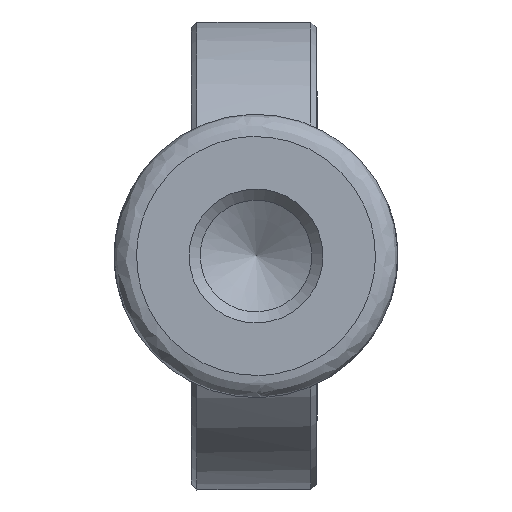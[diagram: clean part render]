
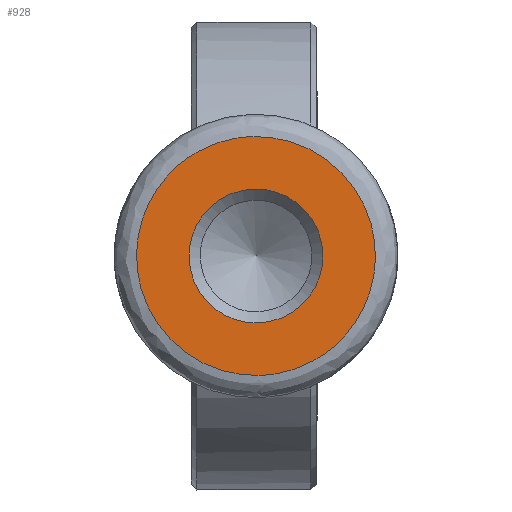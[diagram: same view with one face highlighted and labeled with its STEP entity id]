
A CAD part, front view. The second image highlights one B-rep face of the part: STEP entity #928.
In plain terms, the highlighted planar face has unit normal (0, -1, 0).
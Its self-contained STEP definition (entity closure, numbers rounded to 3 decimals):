
#1 = VERTEX_POINT ( 'NONE', #803 ) ;
#18 = VERTEX_POINT ( 'NONE', #432 ) ;
#51 = ORIENTED_EDGE ( 'NONE', *, *, #1515, .F. ) ;
#99 =( BOUNDED_CURVE ( )  B_SPLINE_CURVE ( 3, ( #1883, #152, #1508, #1721 ),
 .UNSPECIFIED., .F., .T. ) 
 B_SPLINE_CURVE_WITH_KNOTS ( ( 4, 4 ),
 ( 0., 1. ),
 .UNSPECIFIED. ) 
 CURVE ( )  GEOMETRIC_REPRESENTATION_ITEM ( )  RATIONAL_B_SPLINE_CURVE ( ( 1., 0.333, 0.333, 1. ) ) 
 REPRESENTATION_ITEM ( '' )  );
#152 = CARTESIAN_POINT ( 'NONE',  ( 13.411, -85., 5.712 ) ) ;
#168 = ORIENTED_EDGE ( 'NONE', *, *, #1247, .F. ) ;
#178 = CARTESIAN_POINT ( 'NONE',  ( -7.976, -85., 4.982 ) ) ;
#191 =( BOUNDED_CURVE ( )  B_SPLINE_CURVE ( 3, ( #1797, #377, #178, #808 ),
 .UNSPECIFIED., .F., .T. ) 
 B_SPLINE_CURVE_WITH_KNOTS ( ( 4, 4 ),
 ( 0., 1. ),
 .UNSPECIFIED. ) 
 CURVE ( )  GEOMETRIC_REPRESENTATION_ITEM ( )  RATIONAL_B_SPLINE_CURVE ( ( 1., 0.333, 0.333, 1. ) ) 
 REPRESENTATION_ITEM ( '' )  );
#285 = VERTEX_POINT ( 'NONE', #2272 ) ;
#377 = CARTESIAN_POINT ( 'NONE',  ( -7.611, -85., -5.712 ) ) ;
#391 = DIRECTION ( 'NONE',  ( 0., -1., 0. ) ) ;
#432 = CARTESIAN_POINT ( 'NONE',  ( 3.002, -85., -2.998 ) ) ;
#465 = CIRCLE ( 'NONE', #1906, 3. ) ;
#523 = FACE_BOUND ( 'NONE', #874, .T. ) ;
#533 = PLANE ( 'NONE',  #950 ) ;
#623 = EDGE_LOOP ( 'NONE', ( #168, #1514 ) ) ;
#803 = CARTESIAN_POINT ( 'NONE',  ( 2.717, -85., 5.347 ) ) ;
#808 = CARTESIAN_POINT ( 'NONE',  ( 2.717, -85., 5.347 ) ) ;
#874 = EDGE_LOOP ( 'NONE', ( #51 ) ) ;
#928 = ADVANCED_FACE ( 'NONE', ( #523, #2489 ), #533, .F. ) ;
#950 = AXIS2_PLACEMENT_3D ( 'NONE', #1317, #1134, #2100 ) ;
#1134 = DIRECTION ( 'NONE',  ( 0., 1., 0. ) ) ;
#1247 = EDGE_CURVE ( 'NONE', #1, #285, #99, .T. ) ;
#1317 = CARTESIAN_POINT ( 'NONE',  ( 2.9, -85., 0. ) ) ;
#1508 = CARTESIAN_POINT ( 'NONE',  ( 13.776, -85., -4.982 ) ) ;
#1514 = ORIENTED_EDGE ( 'NONE', *, *, #1577, .F. ) ;
#1515 = EDGE_CURVE ( 'NONE', #18, #18, #465, .T. ) ;
#1577 = EDGE_CURVE ( 'NONE', #285, #1, #191, .T. ) ;
#1721 = CARTESIAN_POINT ( 'NONE',  ( 3.083, -85., -5.347 ) ) ;
#1797 = CARTESIAN_POINT ( 'NONE',  ( 3.083, -85., -5.347 ) ) ;
#1883 = CARTESIAN_POINT ( 'NONE',  ( 2.717, -85., 5.347 ) ) ;
#1906 = AXIS2_PLACEMENT_3D ( 'NONE', #2127, #391, #2328 ) ;
#2100 = DIRECTION ( 'NONE',  ( -0.034, 0., 0.999 ) ) ;
#2127 = CARTESIAN_POINT ( 'NONE',  ( 2.9, -85., 0. ) ) ;
#2272 = CARTESIAN_POINT ( 'NONE',  ( 3.083, -85., -5.347 ) ) ;
#2328 = DIRECTION ( 'NONE',  ( 0.034, 0., -0.999 ) ) ;
#2489 = FACE_OUTER_BOUND ( 'NONE', #623, .T. ) ;
